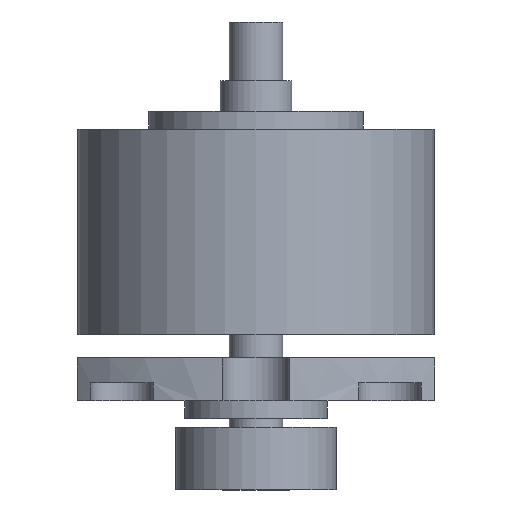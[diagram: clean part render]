
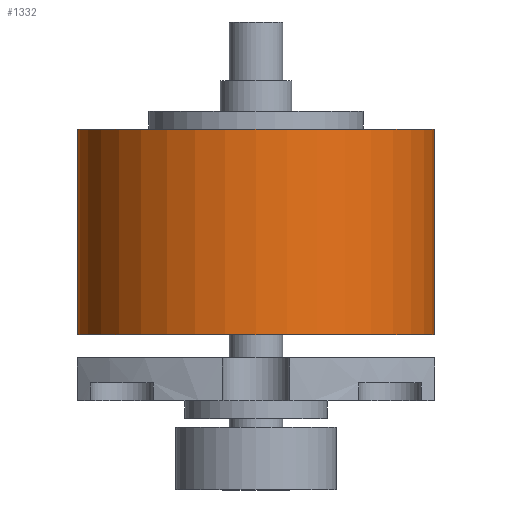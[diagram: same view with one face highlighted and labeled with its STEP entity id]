
A CAD part, front view. The second image highlights one B-rep face of the part: STEP entity #1332.
In plain terms, the highlighted cylindrical face has radius 10 mm (diameter 20 mm), a full revolution.
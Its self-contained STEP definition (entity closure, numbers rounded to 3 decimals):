
#1319 = EDGE_CURVE('',#1320,#1320,#1322,.T.);
#1320 = VERTEX_POINT('',#1321);
#1321 = CARTESIAN_POINT('',(10.,0.,8.7));
#1322 = CIRCLE('',#1323,10.);
#1323 = AXIS2_PLACEMENT_3D('',#1324,#1325,#1326);
#1324 = CARTESIAN_POINT('',(0.,0.,8.7));
#1325 = DIRECTION('',(0.,0.,-1.));
#1326 = DIRECTION('',(1.,0.,0.));
#1332 = ADVANCED_FACE('',(#1333),#1352,.T.);
#1333 = FACE_BOUND('',#1334,.F.);
#1334 = EDGE_LOOP('',(#1335,#1336,#1344,#1351));
#1335 = ORIENTED_EDGE('',*,*,#1319,.T.);
#1336 = ORIENTED_EDGE('',*,*,#1337,.T.);
#1337 = EDGE_CURVE('',#1320,#1338,#1340,.T.);
#1338 = VERTEX_POINT('',#1339);
#1339 = CARTESIAN_POINT('',(10.,0.,20.2));
#1340 = LINE('',#1341,#1342);
#1341 = CARTESIAN_POINT('',(10.,0.,8.7));
#1342 = VECTOR('',#1343,1.);
#1343 = DIRECTION('',(0.,0.,1.));
#1344 = ORIENTED_EDGE('',*,*,#1345,.F.);
#1345 = EDGE_CURVE('',#1338,#1338,#1346,.T.);
#1346 = CIRCLE('',#1347,10.);
#1347 = AXIS2_PLACEMENT_3D('',#1348,#1349,#1350);
#1348 = CARTESIAN_POINT('',(0.,0.,20.2));
#1349 = DIRECTION('',(0.,0.,-1.));
#1350 = DIRECTION('',(1.,0.,0.));
#1351 = ORIENTED_EDGE('',*,*,#1337,.F.);
#1352 = CYLINDRICAL_SURFACE('',#1353,10.);
#1353 = AXIS2_PLACEMENT_3D('',#1354,#1355,#1356);
#1354 = CARTESIAN_POINT('',(0.,0.,8.7));
#1355 = DIRECTION('',(0.,0.,1.));
#1356 = DIRECTION('',(1.,0.,0.));
